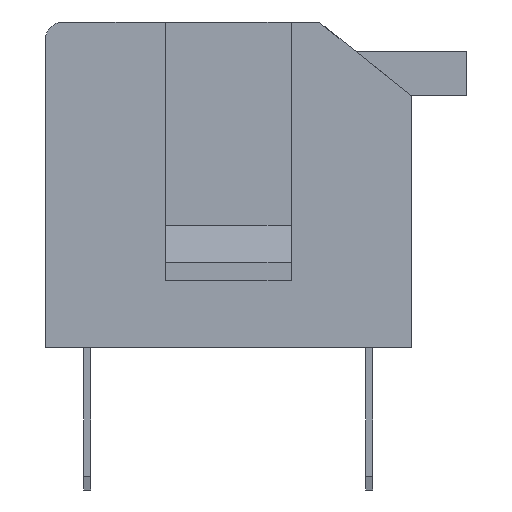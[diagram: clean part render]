
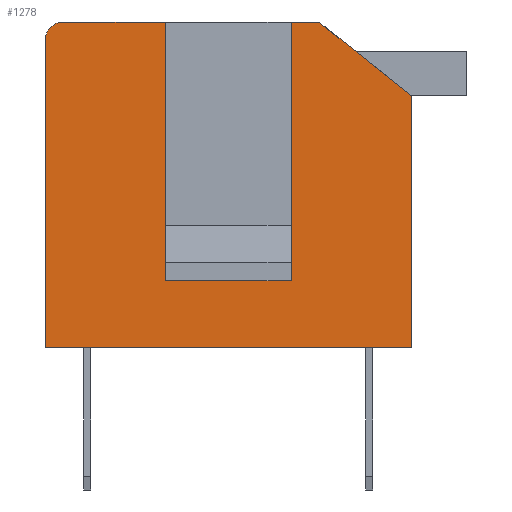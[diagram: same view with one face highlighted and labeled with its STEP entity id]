
A CAD part, left-side view. The second image highlights one B-rep face of the part: STEP entity #1278.
In plain terms, the highlighted planar face has unit normal (-1, 0, 0).
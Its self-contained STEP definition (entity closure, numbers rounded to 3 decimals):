
#119 = DIRECTION ( 'NONE',  ( 0., 0., -1. ) ) ;
#144 = EDGE_CURVE ( 'NONE', #3273, #964, #4383, .T. ) ;
#153 = CARTESIAN_POINT ( 'NONE',  ( -3.27, 4.45, 8.3 ) ) ;
#254 = CARTESIAN_POINT ( 'NONE',  ( -3.27, 1.7, 8.8 ) ) ;
#255 = LINE ( 'NONE', #2184, #5031 ) ;
#274 = EDGE_CURVE ( 'NONE', #1714, #5469, #1095, .T. ) ;
#290 = FACE_OUTER_BOUND ( 'NONE', #2433, .T. ) ;
#348 = ORIENTED_EDGE ( 'NONE', *, *, #1236, .T. ) ;
#406 = VECTOR ( 'NONE', #5861, 1000. ) ;
#455 = VECTOR ( 'NONE', #5701, 1000. ) ;
#474 = LINE ( 'NONE', #2394, #1870 ) ;
#638 = DIRECTION ( 'NONE',  ( 0., -1., 0. ) ) ;
#732 = CARTESIAN_POINT ( 'NONE',  ( -3.27, -1.7, 1.8 ) ) ;
#944 = VECTOR ( 'NONE', #3006, 1000. ) ;
#964 = VERTEX_POINT ( 'NONE', #4020 ) ;
#967 = VECTOR ( 'NONE', #3672, 1000. ) ;
#977 = CARTESIAN_POINT ( 'NONE',  ( -3.27, 4.45, 8.8 ) ) ;
#994 = ORIENTED_EDGE ( 'NONE', *, *, #997, .F. ) ;
#997 = EDGE_CURVE ( 'NONE', #3029, #5925, #1609, .T. ) ;
#1037 = DIRECTION ( 'NONE',  ( 0., 1., 0. ) ) ;
#1095 = LINE ( 'NONE', #4445, #406 ) ;
#1212 = ORIENTED_EDGE ( 'NONE', *, *, #5513, .T. ) ;
#1236 = EDGE_CURVE ( 'NONE', #3029, #4208, #2047, .T. ) ;
#1278 = ADVANCED_FACE ( 'NONE', ( #290 ), #3649, .F. ) ;
#1339 = CARTESIAN_POINT ( 'NONE',  ( -3.27, -4.95, -0.001 ) ) ;
#1426 = LINE ( 'NONE', #4882, #1449 ) ;
#1449 = VECTOR ( 'NONE', #3429, 1000. ) ;
#1459 = EDGE_CURVE ( 'NONE', #964, #2842, #1426, .T. ) ;
#1538 = EDGE_CURVE ( 'NONE', #4569, #4208, #255, .T. ) ;
#1540 = CARTESIAN_POINT ( 'NONE',  ( -3.27, -4.95, 8.8 ) ) ;
#1609 = LINE ( 'NONE', #1540, #1920 ) ;
#1656 = CARTESIAN_POINT ( 'NONE',  ( -3.27, -1.7, 8.8 ) ) ;
#1714 = VERTEX_POINT ( 'NONE', #732 ) ;
#1731 = CARTESIAN_POINT ( 'NONE',  ( -3.27, -4.95, 8.8 ) ) ;
#1857 = EDGE_CURVE ( 'NONE', #5925, #2842, #474, .T. ) ;
#1870 = VECTOR ( 'NONE', #1037, 1000. ) ;
#1920 = VECTOR ( 'NONE', #119, 1000. ) ;
#2047 = LINE ( 'NONE', #2452, #944 ) ;
#2157 = CARTESIAN_POINT ( 'NONE',  ( -3.27, -4.95, 8.8 ) ) ;
#2178 = DIRECTION ( 'NONE',  ( 0., 0., -1. ) ) ;
#2179 = ORIENTED_EDGE ( 'NONE', *, *, #3110, .T. ) ;
#2184 = CARTESIAN_POINT ( 'NONE',  ( -3.27, -4.95, 8.8 ) ) ;
#2394 = CARTESIAN_POINT ( 'NONE',  ( -3.27, 4.95, -0.001 ) ) ;
#2433 = EDGE_LOOP ( 'NONE', ( #3767, #3837, #994, #348, #4106, #1212, #3399, #2179, #5048, #4278 ) ) ;
#2452 = CARTESIAN_POINT ( 'NONE',  ( -3.27, -2.45, 8.8 ) ) ;
#2522 = AXIS2_PLACEMENT_3D ( 'NONE', #153, #4083, #3113 ) ;
#2659 = EDGE_CURVE ( 'NONE', #3273, #5828, #5098, .T. ) ;
#2842 = VERTEX_POINT ( 'NONE', #4597 ) ;
#3006 = DIRECTION ( 'NONE',  ( 0., 0.781, 0.625 ) ) ;
#3029 = VERTEX_POINT ( 'NONE', #4654 ) ;
#3080 = LINE ( 'NONE', #254, #967 ) ;
#3110 = EDGE_CURVE ( 'NONE', #5469, #5828, #3080, .T. ) ;
#3113 = DIRECTION ( 'NONE',  ( 0., 0., -1. ) ) ;
#3273 = VERTEX_POINT ( 'NONE', #977 ) ;
#3399 = ORIENTED_EDGE ( 'NONE', *, *, #274, .T. ) ;
#3429 = DIRECTION ( 'NONE',  ( 0., 0., -1. ) ) ;
#3615 = VECTOR ( 'NONE', #2178, 1000. ) ;
#3634 = CARTESIAN_POINT ( 'NONE',  ( -3.27, -1.7, 8.8 ) ) ;
#3649 = PLANE ( 'NONE',  #5849 ) ;
#3672 = DIRECTION ( 'NONE',  ( 0., 0., 1. ) ) ;
#3767 = ORIENTED_EDGE ( 'NONE', *, *, #1459, .T. ) ;
#3837 = ORIENTED_EDGE ( 'NONE', *, *, #1857, .F. ) ;
#4020 = CARTESIAN_POINT ( 'NONE',  ( -3.27, 4.95, 8.3 ) ) ;
#4083 = DIRECTION ( 'NONE',  ( -1., 0., 0. ) ) ;
#4106 = ORIENTED_EDGE ( 'NONE', *, *, #1538, .F. ) ;
#4114 = CARTESIAN_POINT ( 'NONE',  ( -3.27, 1.7, 8.8 ) ) ;
#4122 = DIRECTION ( 'NONE',  ( 1., 0., 0. ) ) ;
#4208 = VERTEX_POINT ( 'NONE', #4608 ) ;
#4278 = ORIENTED_EDGE ( 'NONE', *, *, #144, .T. ) ;
#4383 = CIRCLE ( 'NONE', #2522, 0.5 ) ;
#4445 = CARTESIAN_POINT ( 'NONE',  ( -3.27, -4.95, 1.8 ) ) ;
#4449 = CARTESIAN_POINT ( 'NONE',  ( -3.27, 1.7, 1.8 ) ) ;
#4549 = LINE ( 'NONE', #3634, #3615 ) ;
#4569 = VERTEX_POINT ( 'NONE', #1656 ) ;
#4597 = CARTESIAN_POINT ( 'NONE',  ( -3.27, 4.95, -0.001 ) ) ;
#4608 = CARTESIAN_POINT ( 'NONE',  ( -3.27, -2.45, 8.8 ) ) ;
#4654 = CARTESIAN_POINT ( 'NONE',  ( -3.27, -4.95, 6.8 ) ) ;
#4660 = DIRECTION ( 'NONE',  ( 0., 0., -1. ) ) ;
#4882 = CARTESIAN_POINT ( 'NONE',  ( -3.27, 4.95, 8.8 ) ) ;
#5031 = VECTOR ( 'NONE', #638, 1000. ) ;
#5048 = ORIENTED_EDGE ( 'NONE', *, *, #2659, .F. ) ;
#5098 = LINE ( 'NONE', #1731, #455 ) ;
#5469 = VERTEX_POINT ( 'NONE', #4449 ) ;
#5513 = EDGE_CURVE ( 'NONE', #4569, #1714, #4549, .T. ) ;
#5701 = DIRECTION ( 'NONE',  ( 0., -1., 0. ) ) ;
#5828 = VERTEX_POINT ( 'NONE', #4114 ) ;
#5849 = AXIS2_PLACEMENT_3D ( 'NONE', #2157, #4122, #4660 ) ;
#5861 = DIRECTION ( 'NONE',  ( 0., 1., 0. ) ) ;
#5925 = VERTEX_POINT ( 'NONE', #1339 ) ;
